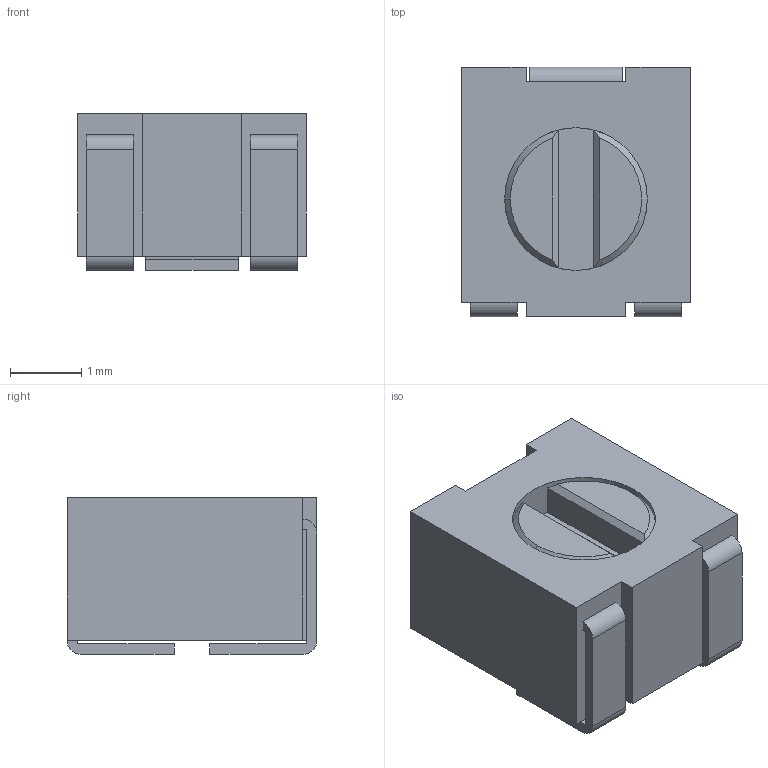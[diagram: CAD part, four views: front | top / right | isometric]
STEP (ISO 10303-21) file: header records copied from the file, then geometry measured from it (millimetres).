
FILE_DESCRIPTION (( 'STEP AP214' ), '1' );
FILE_NAME ('User Library-3313J-1.STEP', '2025-06-06T06:29:40', ( '' ), ( '' ), 'SwSTEP 2.0', 'SolidWorks 2022', '' );
FILE_SCHEMA (( 'AUTOMOTIVE_DESIGN' ));
Length unit declared in the file: centimetre
Products named in the file (5): 3313_terminal_2; 3313_terminal; 3313_body; User Library-3313J-1; 3313_screw
Assembly tree (5 placements, depth 2):
  User Library-3313J-1
    3313_body
    3313_screw
    3313_terminal
    3313_terminal_2  x2
Bounding box: 3.2 x 3.5 x 2.2 mm (x, y, z)
Volume: 22 mm3; surface area: 91.8 mm2
Topology: 5 solids, 5 shells, 66 faces, 160 edges, 105 vertices
Faces by surface type: plane 53, cylinder 10, cone 3
Entity records: 2361 total; most frequent: CARTESIAN_POINT 289, DIRECTION 273, ORIENTED_EDGE 260, EDGE_CURVE 130, VECTOR 103, LINE 103, VERTEX_POINT 85, AXIS2_PLACEMENT_3D 85
